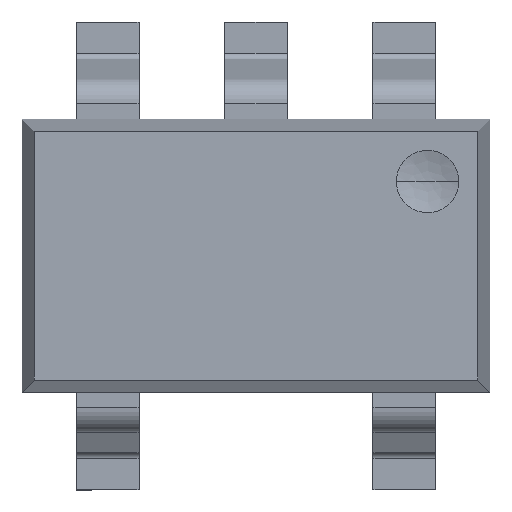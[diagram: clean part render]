
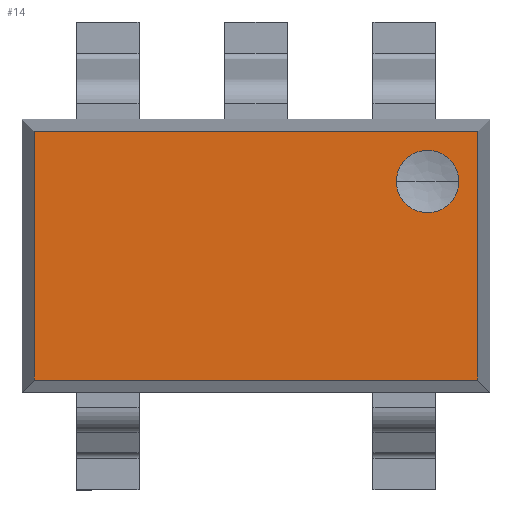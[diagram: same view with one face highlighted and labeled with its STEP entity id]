
A CAD part, top view. The second image highlights one B-rep face of the part: STEP entity #14.
In plain terms, the highlighted planar face has unit normal (0, 0, 1).
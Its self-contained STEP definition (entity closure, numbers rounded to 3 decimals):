
#2 = ORIENTED_EDGE ( 'NONE', *, *, #282, .T. ) ;
#8 = EDGE_CURVE ( 'NONE', #27, #157, #147, .T. ) ;
#12 = ORIENTED_EDGE ( 'NONE', *, *, #210, .T. ) ;
#13 = ORIENTED_EDGE ( 'NONE', *, *, #24, .T. ) ;
#14 = ADVANCED_FACE ( 'NONE', ( #146, #330 ), #401, .T. ) ;
#19 = VERTEX_POINT ( 'NONE', #417 ) ;
#21 = ORIENTED_EDGE ( 'NONE', *, *, #8, .T. ) ;
#22 = EDGE_CURVE ( 'NONE', #19, #27, #390, .T. ) ;
#24 = EDGE_CURVE ( 'NONE', #36, #19, #387, .T. ) ;
#27 = VERTEX_POINT ( 'NONE', #440 ) ;
#35 = ORIENTED_EDGE ( 'NONE', *, *, #22, .T. ) ;
#36 = VERTEX_POINT ( 'NONE', #371 ) ;
#95 = EDGE_CURVE ( 'NONE', #192, #193, #664, .T. ) ;
#146 = FACE_OUTER_BOUND ( 'NONE', #301, .T. ) ;
#147 = LINE ( 'NONE', #328, #327 ) ;
#157 = VERTEX_POINT ( 'NONE', #747 ) ;
#192 = VERTEX_POINT ( 'NONE', #712 ) ;
#193 = VERTEX_POINT ( 'NONE', #704 ) ;
#210 = EDGE_CURVE ( 'NONE', #193, #192, #918, .T. ) ;
#245 = ORIENTED_EDGE ( 'NONE', *, *, #95, .T. ) ;
#282 = EDGE_CURVE ( 'NONE', #157, #36, #1102, .T. ) ;
#301 = EDGE_LOOP ( 'NONE', ( #35, #21, #2, #13 ) ) ;
#308 = EDGE_LOOP ( 'NONE', ( #12, #245 ) ) ;
#326 = DIRECTION ( 'NONE',  ( 0., -1., 0. ) ) ;
#327 = VECTOR ( 'NONE', #326, 1000. ) ;
#328 = CARTESIAN_POINT ( 'NONE',  ( -1.422, -0.875, 0.5 ) ) ;
#330 = FACE_BOUND ( 'NONE', #308, .T. ) ;
#371 = CARTESIAN_POINT ( 'NONE',  ( 1.422, -0.797, 0.5 ) ) ;
#377 = DIRECTION ( 'NONE',  ( 0., 1., 0. ) ) ;
#378 = VECTOR ( 'NONE', #377, 1000. ) ;
#384 = CARTESIAN_POINT ( 'NONE',  ( -1.5, -0.875, 0.5 ) ) ;
#386 = CARTESIAN_POINT ( 'NONE',  ( 1.422, -0.875, 0.5 ) ) ;
#387 = LINE ( 'NONE', #386, #378 ) ;
#389 = CARTESIAN_POINT ( 'NONE',  ( -1.5, 0.797, 0.5 ) ) ;
#390 = LINE ( 'NONE', #389, #419 ) ;
#401 = PLANE ( 'NONE',  #439 ) ;
#417 = CARTESIAN_POINT ( 'NONE',  ( 1.422, 0.797, 0.5 ) ) ;
#418 = DIRECTION ( 'NONE',  ( -1., 0., 0. ) ) ;
#419 = VECTOR ( 'NONE', #418, 1000. ) ;
#437 = DIRECTION ( 'NONE',  ( 1., 0., 0. ) ) ;
#438 = DIRECTION ( 'NONE',  ( 0., 0., 1. ) ) ;
#439 = AXIS2_PLACEMENT_3D ( 'NONE', #384, #438, #437 ) ;
#440 = CARTESIAN_POINT ( 'NONE',  ( -1.422, 0.797, 0.5 ) ) ;
#663 = AXIS2_PLACEMENT_3D ( 'NONE', #670, #678, #677 ) ;
#664 = CIRCLE ( 'NONE', #663, 0.2 ) ;
#670 = CARTESIAN_POINT ( 'NONE',  ( 1.1, 0.475, 0.5 ) ) ;
#677 = DIRECTION ( 'NONE',  ( -1., 0., 0. ) ) ;
#678 = DIRECTION ( 'NONE',  ( 0., 0., -1. ) ) ;
#704 = CARTESIAN_POINT ( 'NONE',  ( 0.9, 0.475, 0.5 ) ) ;
#712 = CARTESIAN_POINT ( 'NONE',  ( 1.3, 0.475, 0.5 ) ) ;
#747 = CARTESIAN_POINT ( 'NONE',  ( -1.422, -0.797, 0.5 ) ) ;
#914 = DIRECTION ( 'NONE',  ( -1., 0., 0. ) ) ;
#915 = DIRECTION ( 'NONE',  ( 0., 0., -1. ) ) ;
#916 = CARTESIAN_POINT ( 'NONE',  ( 1.1, 0.475, 0.5 ) ) ;
#917 = AXIS2_PLACEMENT_3D ( 'NONE', #916, #915, #914 ) ;
#918 = CIRCLE ( 'NONE', #917, 0.2 ) ;
#1099 = DIRECTION ( 'NONE',  ( 1., 0., 0. ) ) ;
#1100 = VECTOR ( 'NONE', #1099, 1000. ) ;
#1101 = CARTESIAN_POINT ( 'NONE',  ( -1.5, -0.797, 0.5 ) ) ;
#1102 = LINE ( 'NONE', #1101, #1100 ) ;
